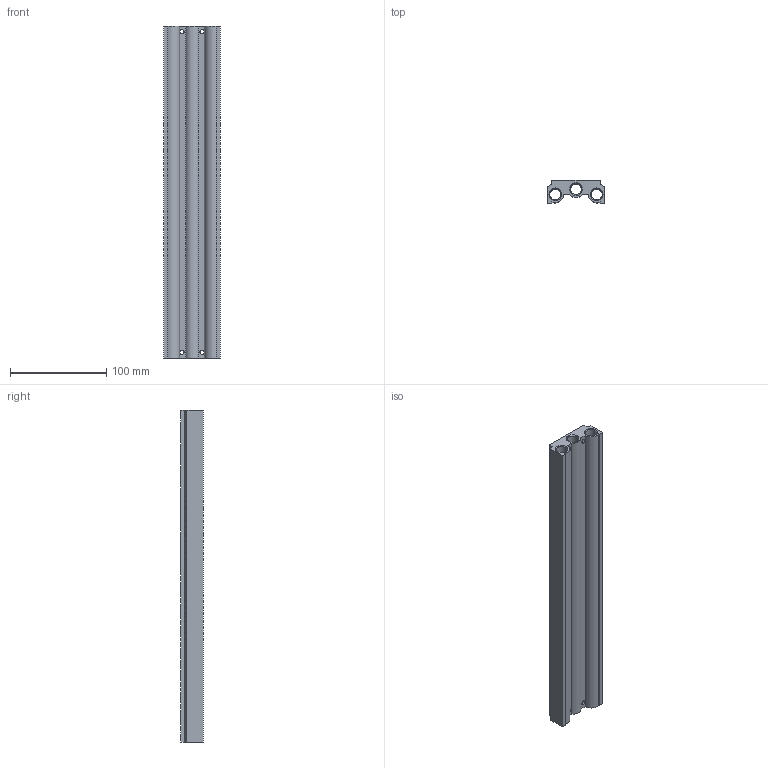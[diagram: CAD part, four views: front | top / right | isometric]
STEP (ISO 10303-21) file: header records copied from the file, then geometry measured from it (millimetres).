
FILE_DESCRIPTION (( 'STEP AP214' ), '1' );
FILE_NAME ('EMC-V52-14.STEP', '2020-04-02T09:05:37', ( '' ), ( '' ), 'SwSTEP 2.0', 'SolidWorks 2020', '' );
FILE_SCHEMA (( 'AUTOMOTIVE_DESIGN' ));
Length unit declared in the file: millimetre
Products named in the file (1): EMC-V52-14
Bounding box: 59 x 23.5 x 345 mm (x, y, z)
Volume: 253112.2 mm3; surface area: 104766.1 mm2
Topology: 1 solids, 1 shells, 322 faces, 838 edges, 490 vertices
Faces by surface type: cylinder 157, cone 122, plane 43
Entity records: 15304 total; most frequent: CARTESIAN_POINT 7475, DIRECTION 1640, ORIENTED_EDGE 1564, EDGE_CURVE 782, AXIS2_PLACEMENT_3D 647, VERTEX_POINT 490, EDGE_LOOP 448, VECTOR 346
